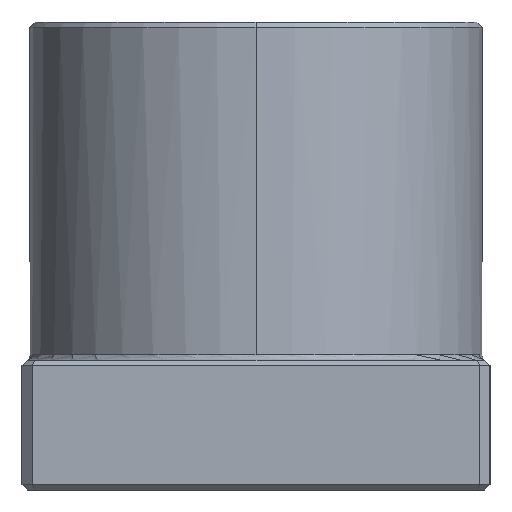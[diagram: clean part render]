
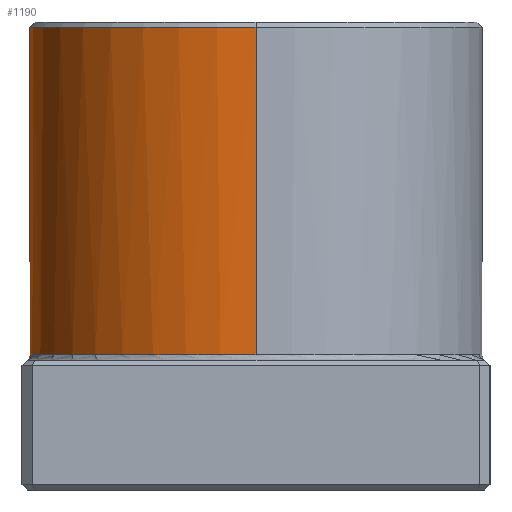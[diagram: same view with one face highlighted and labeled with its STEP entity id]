
A CAD part, left-side view. The second image highlights one B-rep face of the part: STEP entity #1190.
In plain terms, the highlighted cylindrical face has radius 43.5 mm (diameter 87 mm), a partial arc.
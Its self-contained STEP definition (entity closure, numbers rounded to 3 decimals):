
#30 = VERTEX_POINT ( 'NONE', #978 ) ;
#114 = DIRECTION ( 'NONE',  ( -1., 0., 0. ) ) ;
#195 = LINE ( 'NONE', #1946, #799 ) ;
#280 = B_SPLINE_CURVE_WITH_KNOTS ( 'NONE', 3,
 ( #1625, #1661, #1581, #1571, #1530, #1518, #1471, #1435, #1413, #1365 ),
 .UNSPECIFIED., .F., .F.,
 ( 4, 2, 2, 2, 4 ),
 ( 0., 0.003, 0.007, 0.01, 0.013 ),
 .UNSPECIFIED. ) ;
#291 = VERTEX_POINT ( 'NONE', #1210 ) ;
#316 = CYLINDRICAL_SURFACE ( 'NONE', #2411, 43.5 ) ;
#337 = CARTESIAN_POINT ( 'NONE',  ( 0., 0., 90. ) ) ;
#414 = CIRCLE ( 'NONE', #2451, 43.5 ) ;
#527 = CARTESIAN_POINT ( 'NONE',  ( 6.503, 43.011, 26. ) ) ;
#707 = CARTESIAN_POINT ( 'NONE',  ( -43.5, 0., 26. ) ) ;
#799 = VECTOR ( 'NONE', #1730, 1000. ) ;
#978 = CARTESIAN_POINT ( 'NONE',  ( -43.5, 0., 89. ) ) ;
#1088 = EDGE_CURVE ( 'NONE', #1306, #3171, #2306, .T. ) ;
#1185 = ORIENTED_EDGE ( 'NONE', *, *, #2490, .T. ) ;
#1190 = ADVANCED_FACE ( 'NONE', ( #3101 ), #316, .T. ) ;
#1210 = CARTESIAN_POINT ( 'NONE',  ( 43.5, 0., 89. ) ) ;
#1306 = VERTEX_POINT ( 'NONE', #2738 ) ;
#1365 = CARTESIAN_POINT ( 'NONE',  ( -6.503, 43.011, 26. ) ) ;
#1413 = CARTESIAN_POINT ( 'NONE',  ( -5.423, 43.174, 26. ) ) ;
#1423 = CARTESIAN_POINT ( 'NONE',  ( 0., 0., 26. ) ) ;
#1435 = CARTESIAN_POINT ( 'NONE',  ( -4.338, 43.297, 25.961 ) ) ;
#1471 = CARTESIAN_POINT ( 'NONE',  ( -2.161, 43.46, 25.893 ) ) ;
#1473 = VERTEX_POINT ( 'NONE', #1503 ) ;
#1503 = CARTESIAN_POINT ( 'NONE',  ( 43.5, 0., 26. ) ) ;
#1518 = CARTESIAN_POINT ( 'NONE',  ( -1.074, 43.5, 25.866 ) ) ;
#1530 = CARTESIAN_POINT ( 'NONE',  ( 1.096, 43.5, 25.866 ) ) ;
#1566 = EDGE_CURVE ( 'NONE', #291, #1473, #195, .T. ) ;
#1571 = CARTESIAN_POINT ( 'NONE',  ( 2.18, 43.459, 25.893 ) ) ;
#1581 = CARTESIAN_POINT ( 'NONE',  ( 4.343, 43.296, 25.961 ) ) ;
#1620 = EDGE_CURVE ( 'NONE', #30, #3171, #2659, .T. ) ;
#1625 = CARTESIAN_POINT ( 'NONE',  ( 6.503, 43.011, 26. ) ) ;
#1660 = AXIS2_PLACEMENT_3D ( 'NONE', #1726, #1997, #2008 ) ;
#1661 = CARTESIAN_POINT ( 'NONE',  ( 5.424, 43.174, 26. ) ) ;
#1687 = CARTESIAN_POINT ( 'NONE',  ( 0., 0., 89. ) ) ;
#1726 = CARTESIAN_POINT ( 'NONE',  ( 0., 0., 26. ) ) ;
#1730 = DIRECTION ( 'NONE',  ( 0., 0., -1. ) ) ;
#1736 = AXIS2_PLACEMENT_3D ( 'NONE', #1423, #2926, #3047 ) ;
#1905 = EDGE_CURVE ( 'NONE', #30, #291, #414, .T. ) ;
#1909 = CIRCLE ( 'NONE', #1660, 43.5 ) ;
#1946 = CARTESIAN_POINT ( 'NONE',  ( 43.5, 0., 90. ) ) ;
#1997 = DIRECTION ( 'NONE',  ( 0., 0., 1. ) ) ;
#2008 = DIRECTION ( 'NONE',  ( 1., 0., 0. ) ) ;
#2306 = CIRCLE ( 'NONE', #1736, 43.5 ) ;
#2348 = DIRECTION ( 'NONE',  ( 0., 0., -1. ) ) ;
#2356 = DIRECTION ( 'NONE',  ( 1., 0., 0. ) ) ;
#2411 = AXIS2_PLACEMENT_3D ( 'NONE', #337, #2348, #114 ) ;
#2450 = VERTEX_POINT ( 'NONE', #527 ) ;
#2451 = AXIS2_PLACEMENT_3D ( 'NONE', #1687, #2878, #2356 ) ;
#2490 = EDGE_CURVE ( 'NONE', #1473, #2450, #1909, .T. ) ;
#2496 = DIRECTION ( 'NONE',  ( 0., 0., -1. ) ) ;
#2659 = LINE ( 'NONE', #2735, #3246 ) ;
#2735 = CARTESIAN_POINT ( 'NONE',  ( -43.5, 0., 90. ) ) ;
#2738 = CARTESIAN_POINT ( 'NONE',  ( -6.503, 43.011, 26. ) ) ;
#2787 = EDGE_LOOP ( 'NONE', ( #3223, #3207, #1185, #3203, #3209, #3100 ) ) ;
#2878 = DIRECTION ( 'NONE',  ( 0., 0., -1. ) ) ;
#2926 = DIRECTION ( 'NONE',  ( 0., 0., 1. ) ) ;
#3047 = DIRECTION ( 'NONE',  ( 1., 0., 0. ) ) ;
#3091 = EDGE_CURVE ( 'NONE', #2450, #1306, #280, .T. ) ;
#3100 = ORIENTED_EDGE ( 'NONE', *, *, #1620, .F. ) ;
#3101 = FACE_OUTER_BOUND ( 'NONE', #2787, .T. ) ;
#3171 = VERTEX_POINT ( 'NONE', #707 ) ;
#3203 = ORIENTED_EDGE ( 'NONE', *, *, #3091, .T. ) ;
#3207 = ORIENTED_EDGE ( 'NONE', *, *, #1566, .T. ) ;
#3209 = ORIENTED_EDGE ( 'NONE', *, *, #1088, .T. ) ;
#3223 = ORIENTED_EDGE ( 'NONE', *, *, #1905, .T. ) ;
#3246 = VECTOR ( 'NONE', #2496, 1000. ) ;
